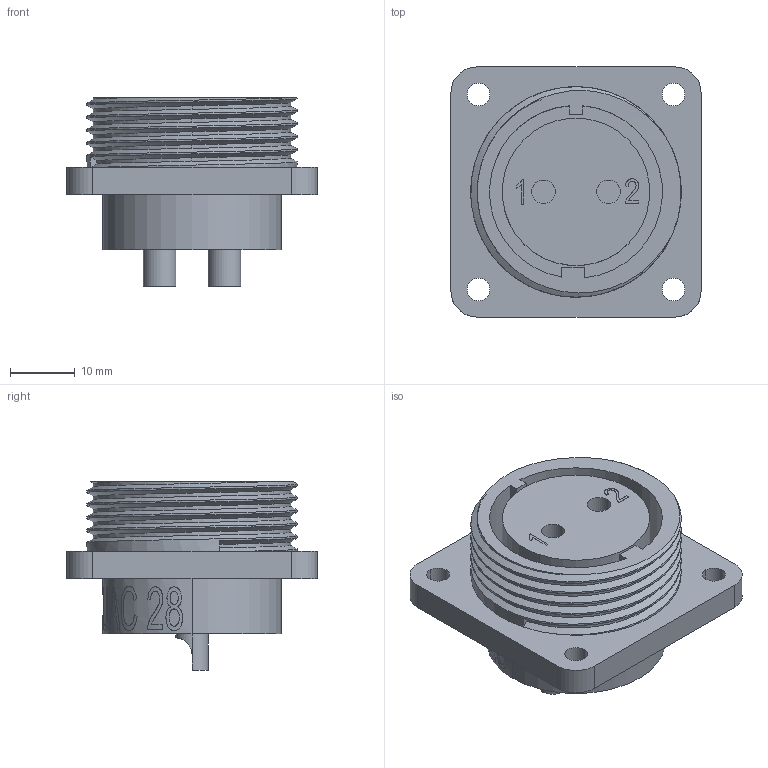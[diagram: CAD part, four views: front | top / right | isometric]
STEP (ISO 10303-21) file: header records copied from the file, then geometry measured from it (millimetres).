
FILE_DESCRIPTION (( 'STEP AP214' ), '1' );
FILE_NAME ('UAC28-2.STEP', '2023-07-22T07:34:09', ( '' ), ( '' ), 'SwSTEP 2.0', 'SolidWorks 2020', '' );
FILE_SCHEMA (( 'AUTOMOTIVE_DESIGN' ));
Length unit declared in the file: millimetre
Products named in the file (1): UAC28-2
Bounding box: 38.5 x 38.5 x 29.02 mm (x, y, z)
Volume: 17369.2 mm3; surface area: 8409.9 mm2
Topology: 1 solids, 1 shells, 150 faces, 372 edges, 242 vertices
Faces by surface type: cylinder 64, plane 48, bspline 38
Entity records: 13723 total; most frequent: CARTESIAN_POINT 10253, ORIENTED_EDGE 744, DIRECTION 523, EDGE_CURVE 372, VERTEX_POINT 242, AXIS2_PLACEMENT_3D 194, EDGE_LOOP 176, B_SPLINE_CURVE_WITH_KNOTS 156
